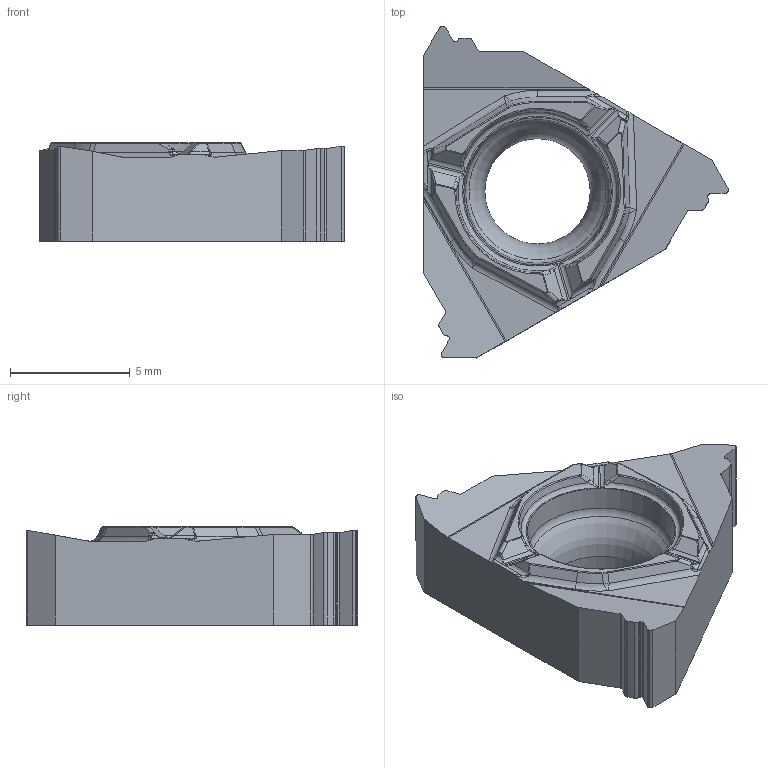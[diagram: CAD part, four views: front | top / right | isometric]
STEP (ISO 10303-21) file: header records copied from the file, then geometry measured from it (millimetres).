
FILE_DESCRIPTION(/* description */ (''),/* implementation_level */ '2;1');
FILE_NAME(/* name */ '1580721800052.stp',/* time_stamp */ '2020-02-03T14:53:31+05:00',/* author */ (''),/* organization */ ('SMS'),/* preprocessor_version */ 'ST-DEVELOPER v16.7',/* originating_system */ 'SIEMENS PLM Software NX 12.0',/* authorisation */ '');
FILE_SCHEMA (('AUTOMOTIVE_DESIGN { 1 0 10303 214 3 1 1 1 }'));
Length unit declared in the file: millimetre
Products named in the file (1): 202491551mod000_00
Bounding box: 12.74 x 13.86 x 4.1 mm (x, y, z)
Volume: 313.5 mm3; surface area: 406.9 mm2
Topology: 1 solids, 1 shells, 231 faces, 574 edges, 338 vertices
Faces by surface type: bspline 75, cylinder 73, plane 53, torus 8, extrusion 6, revolution 6, sphere 6, cone 4
Full cylindrical faces by diameter (mm): 4.4 x1
Entity records: 8514 total; most frequent: CARTESIAN_POINT 3457, ORIENTED_EDGE 1120, DIRECTION 961, EDGE_CURVE 560, AXIS2_PLACEMENT_3D 362, VERTEX_POINT 335, EDGE_LOOP 237, ADVANCED_FACE 231
